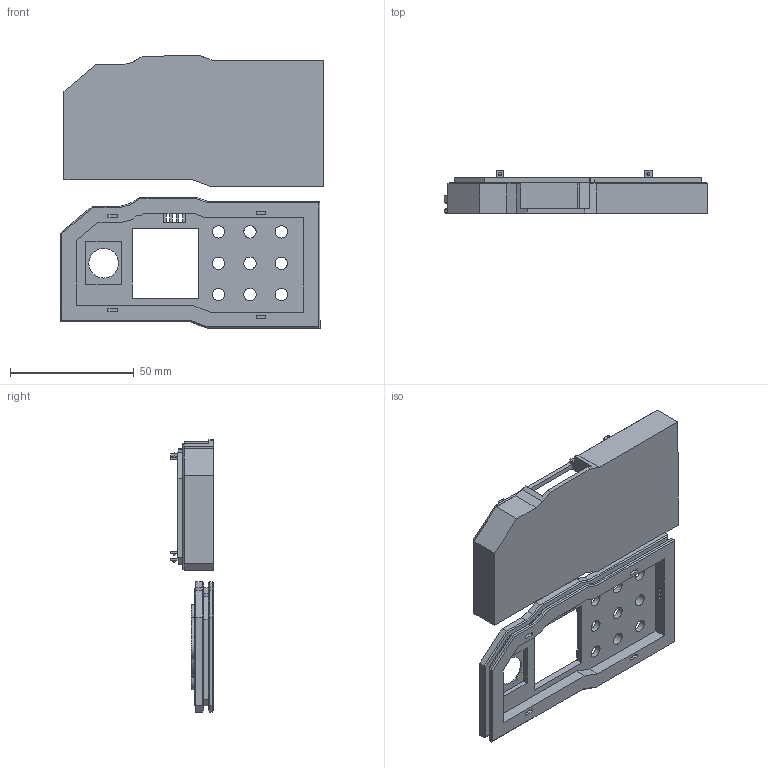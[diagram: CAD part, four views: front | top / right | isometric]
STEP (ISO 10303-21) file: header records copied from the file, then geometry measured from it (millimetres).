
FILE_DESCRIPTION(/* description */ (''),/* implementation_level */ '2;1');
FILE_NAME(/* name */ 'Control Case.step',/* time_stamp */ '2025-06-26T13:05:26-06:00',/* author */ (''),/* organization */ (''),/* preprocessor_version */ 'ST-DEVELOPER v20.1',/* originating_system */ 'Autodesk Translation Framework v14.10.0.0',/* authorisation */ '');
FILE_SCHEMA (('AUTOMOTIVE_DESIGN { 1 0 10303 214 3 1 1 }'));
Length unit declared in the file: millimetre
Products named in the file (1): Case
Bounding box: 106.43 x 17.34 x 110.13 mm (x, y, z)
Volume: 50278.4 mm3; surface area: 33933.1 mm2
Topology: 2 solids, 2 shells, 456 faces, 1164 edges, 735 vertices
Faces by surface type: plane 350, cylinder 66, bspline 27, sphere 8, cone 5
Full cylindrical faces by diameter (mm): 1.5 x3, 5 x9, 9 x1, 12 x1
Entity records: 15509 total; most frequent: CARTESIAN_POINT 4507, ORIENTED_EDGE 2312, DIRECTION 2134, EDGE_CURVE 1156, LINE 936, VECTOR 936, VERTEX_POINT 735, AXIS2_PLACEMENT_3D 599
